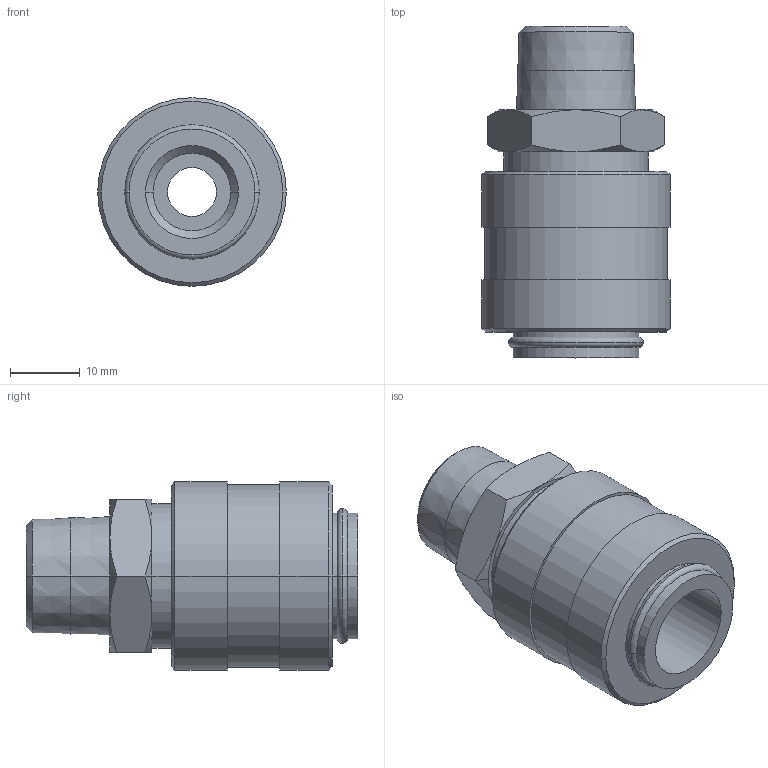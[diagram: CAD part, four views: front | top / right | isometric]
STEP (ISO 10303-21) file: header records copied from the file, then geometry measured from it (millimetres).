
FILE_DESCRIPTION(('STEP AP214'),'1');
FILE_NAME('esk_38_ab.stp','2020-03-05T09:33:12',('TraceParts'),('TraceParts S.A.'),'Spatial InterOp 3D',' ',' ');
FILE_SCHEMA(('automotive_design'));
Length unit declared in the file: millimetre
Products named in the file (1): 1
Bounding box: 27 x 47.5 x 27 mm (x, y, z)
Volume: 16257.3 mm3; surface area: 6088.1 mm2
Topology: 1 solids, 1 shells, 67 faces, 138 edges, 82 vertices
Faces by surface type: cone 28, cylinder 18, plane 17, torus 4
Entity records: 2346 total; most frequent: CARTESIAN_POINT 384, DIRECTION 324, ORIENTED_EDGE 276, AXIS2_PLACEMENT_3D 142, EDGE_CURVE 138, VERTEX_POINT 82, EDGE_LOOP 78, CIRCLE 74
